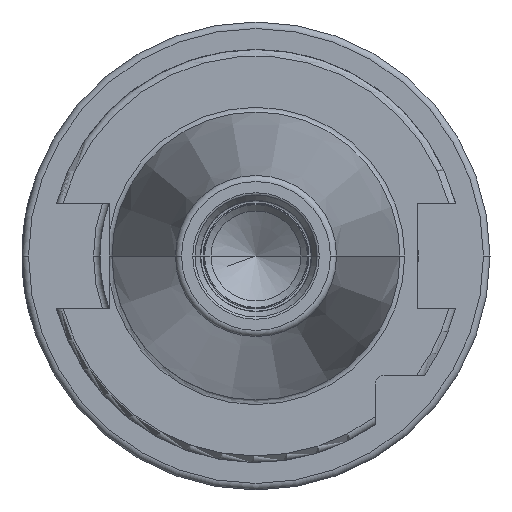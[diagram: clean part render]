
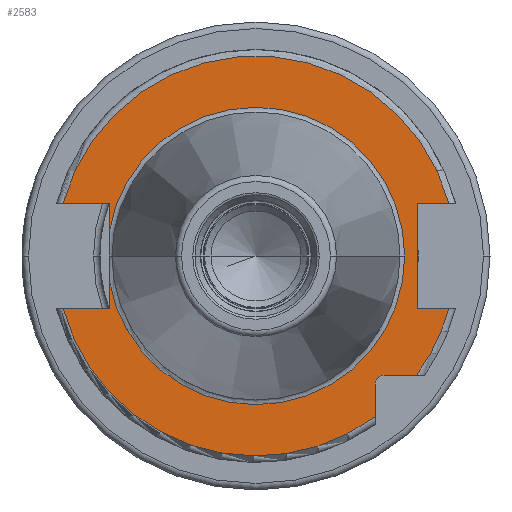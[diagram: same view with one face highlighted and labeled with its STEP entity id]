
A CAD part, left-side view. The second image highlights one B-rep face of the part: STEP entity #2583.
In plain terms, the highlighted planar face has unit normal (-1, 0, 0).
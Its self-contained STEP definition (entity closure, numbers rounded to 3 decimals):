
#117=CARTESIAN_POINT('',(3.2,0.,0.));
#118=DIRECTION('',(-1.,0.,0.));
#119=DIRECTION('',(0.,0.986,-0.168));
#120=AXIS2_PLACEMENT_3D('',#117,#118,#119);
#659=DIRECTION('',(0.,-1.,0.));
#660=VECTOR('',#659,4.99);
#661=CARTESIAN_POINT('',(3.2,-19.7,-18.35));
#662=LINE('',#661,#660);
#663=DIRECTION('',(0.,0.,1.));
#664=VECTOR('',#663,4.99);
#665=CARTESIAN_POINT('',(3.2,-18.35,-24.69));
#666=LINE('',#665,#664);
#667=CARTESIAN_POINT('',(3.2,0.,0.));
#668=DIRECTION('',(-1.,0.,0.));
#669=DIRECTION('',(0.,0.965,-0.263));
#670=AXIS2_PLACEMENT_3D('',#667,#668,#669);
#672=DIRECTION('',(0.,-1.,0.));
#673=VECTOR('',#672,7.127);
#674=CARTESIAN_POINT('',(3.2,29.677,-8.1));
#675=LINE('',#674,#673);
#676=DIRECTION('',(0.,0.,-1.));
#677=VECTOR('',#676,4.258);
#678=CARTESIAN_POINT('',(3.2,22.55,-3.842));
#679=LINE('',#678,#677);
#680=DIRECTION('',(0.,0.,-1.));
#681=VECTOR('',#680,4.258);
#682=CARTESIAN_POINT('',(3.2,22.55,8.1));
#683=LINE('',#682,#681);
#684=DIRECTION('',(0.,-1.,0.));
#685=VECTOR('',#684,7.127);
#686=CARTESIAN_POINT('',(3.2,29.677,8.1));
#687=LINE('',#686,#685);
#688=CARTESIAN_POINT('',(3.2,0.,0.));
#689=DIRECTION('',(1.,0.,0.));
#690=DIRECTION('',(0.,0.965,0.263));
#691=AXIS2_PLACEMENT_3D('',#688,#689,#690);
#693=DIRECTION('',(0.,1.,0.));
#694=VECTOR('',#693,4.827);
#695=CARTESIAN_POINT('',(3.2,-29.677,8.1));
#696=LINE('',#695,#694);
#697=DIRECTION('',(0.,0.,1.));
#698=VECTOR('',#697,16.2);
#699=CARTESIAN_POINT('',(3.2,-24.85,-8.1));
#700=LINE('',#699,#698);
#701=DIRECTION('',(0.,1.,0.));
#702=VECTOR('',#701,4.827);
#703=CARTESIAN_POINT('',(3.2,-29.677,-8.1));
#704=LINE('',#703,#702);
#705=CARTESIAN_POINT('',(3.2,0.,0.));
#706=DIRECTION('',(-1.,0.,0.));
#707=DIRECTION('',(0.,-0.803,-0.597));
#708=AXIS2_PLACEMENT_3D('',#705,#706,#707);
#719=CARTESIAN_POINT('',(3.2,-19.7,-19.7));
#720=DIRECTION('',(1.,0.,0.));
#721=DIRECTION('',(0.,1.,0.));
#722=AXIS2_PLACEMENT_3D('',#719,#720,#721);
#1109=CARTESIAN_POINT('',(3.2,0.,0.));
#1110=DIRECTION('',(1.,0.,0.));
#1111=DIRECTION('',(0.,0.986,0.168));
#1112=AXIS2_PLACEMENT_3D('',#1109,#1110,#1111);
#1565=CARTESIAN_POINT('',(3.2,-22.875,0.));
#1567=VERTEX_POINT('',#1565);
#1707=CARTESIAN_POINT('',(3.2,29.677,8.1));
#1708=CARTESIAN_POINT('',(3.2,22.55,8.1));
#1709=VERTEX_POINT('',#1707);
#1710=VERTEX_POINT('',#1708);
#1711=CARTESIAN_POINT('',(3.2,22.55,3.842));
#1712=VERTEX_POINT('',#1711);
#1713=CARTESIAN_POINT('',(3.2,22.55,-3.842));
#1714=CARTESIAN_POINT('',(3.2,22.55,-8.1));
#1715=VERTEX_POINT('',#1713);
#1716=VERTEX_POINT('',#1714);
#1717=CARTESIAN_POINT('',(3.2,29.677,-8.1));
#1718=VERTEX_POINT('',#1717);
#1719=CARTESIAN_POINT('',(3.2,-29.677,-8.1));
#1720=CARTESIAN_POINT('',(3.2,-24.85,-8.1));
#1721=VERTEX_POINT('',#1719);
#1722=VERTEX_POINT('',#1720);
#1723=CARTESIAN_POINT('',(3.2,-24.85,8.1));
#1724=VERTEX_POINT('',#1723);
#1725=CARTESIAN_POINT('',(3.2,-29.677,8.1));
#1726=VERTEX_POINT('',#1725);
#1752=CARTESIAN_POINT('',(3.2,-18.35,-24.69));
#1753=VERTEX_POINT('',#1752);
#1760=CARTESIAN_POINT('',(3.2,-19.7,-18.35));
#1761=CARTESIAN_POINT('',(3.2,-24.69,-18.35));
#1762=VERTEX_POINT('',#1760);
#1763=VERTEX_POINT('',#1761);
#1764=CARTESIAN_POINT('',(3.2,-18.35,-19.7));
#1765=VERTEX_POINT('',#1764);
#2554=CARTESIAN_POINT('',(3.2,0.,0.));
#2555=DIRECTION('',(1.,0.,0.));
#2556=DIRECTION('',(0.,-1.,0.));
#2557=AXIS2_PLACEMENT_3D('',#2554,#2555,#2556);
#2558=PLANE('',#2557);
#2560=ORIENTED_EDGE('',*,*,#2559,.F.);
#2562=ORIENTED_EDGE('',*,*,#2561,.F.);
#2564=ORIENTED_EDGE('',*,*,#2563,.F.);
#2566=ORIENTED_EDGE('',*,*,#2565,.F.);
#2567=ORIENTED_EDGE('',*,*,#2194,.T.);
#2568=ORIENTED_EDGE('',*,*,#2006,.F.);
#2569=ORIENTED_EDGE('',*,*,#1987,.T.);
#2571=ORIENTED_EDGE('',*,*,#2570,.F.);
#2572=ORIENTED_EDGE('',*,*,#2001,.F.);
#2573=ORIENTED_EDGE('',*,*,#2064,.F.);
#2575=ORIENTED_EDGE('',*,*,#2574,.T.);
#2576=ORIENTED_EDGE('',*,*,#2533,.T.);
#2577=ORIENTED_EDGE('',*,*,#2274,.F.);
#2578=ORIENTED_EDGE('',*,*,#2309,.F.);
#2580=ORIENTED_EDGE('',*,*,#2579,.F.);
#2581=EDGE_LOOP('',(#2560,#2562,#2564,#2566,#2567,#2568,#2569,#2571,#2572,#2573,
#2575,#2576,#2577,#2578,#2580));
#2582=FACE_OUTER_BOUND('',#2581,.F.);
#2583=ADVANCED_FACE('',(#2582),#2558,.F.);
#121=CIRCLE('',#120,22.875);
#671=CIRCLE('',#670,30.763);
#692=CIRCLE('',#691,30.763);
#709=CIRCLE('',#708,30.763);
#723=CIRCLE('',#722,1.35);
#1113=CIRCLE('',#1112,22.875);
#1987=EDGE_CURVE('',#1715,#1567,#121,.T.);
#2001=EDGE_CURVE('',#1710,#1712,#683,.T.);
#2006=EDGE_CURVE('',#1715,#1716,#679,.T.);
#2064=EDGE_CURVE('',#1709,#1710,#687,.T.);
#2194=EDGE_CURVE('',#1718,#1716,#675,.T.);
#2274=EDGE_CURVE('',#1722,#1724,#700,.T.);
#2309=EDGE_CURVE('',#1721,#1722,#704,.T.);
#2533=EDGE_CURVE('',#1726,#1724,#696,.T.);
#2559=EDGE_CURVE('',#1762,#1763,#662,.T.);
#2561=EDGE_CURVE('',#1765,#1762,#723,.T.);
#2563=EDGE_CURVE('',#1753,#1765,#666,.T.);
#2565=EDGE_CURVE('',#1718,#1753,#671,.T.);
#2570=EDGE_CURVE('',#1712,#1567,#1113,.T.);
#2574=EDGE_CURVE('',#1709,#1726,#692,.T.);
#2579=EDGE_CURVE('',#1763,#1721,#709,.T.);
